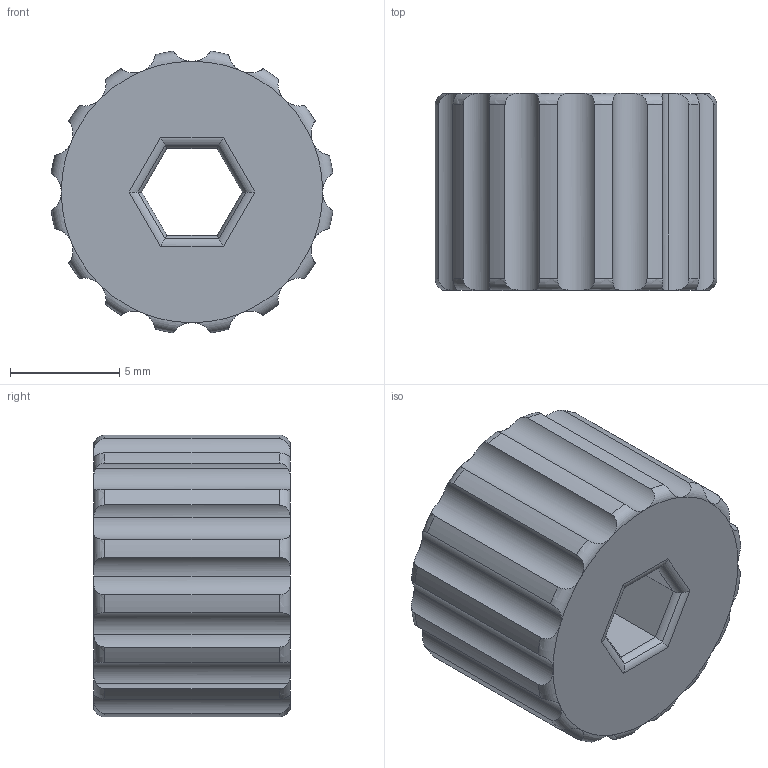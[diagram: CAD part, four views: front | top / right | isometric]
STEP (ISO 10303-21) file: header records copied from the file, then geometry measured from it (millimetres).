
FILE_DESCRIPTION(('HOOPS Exchange Step'),'2;1');
FILE_NAME('encoder_wheel.stp','2024-12-23T19:31:38+09:00',('masaki'),('Unknown organisation'),'HOOPS Exchange 2024.2','HOOPS Exchange','Unknown authorisation');
FILE_SCHEMA( ('AP203_CONFIGURATION_CONTROLLED_3D_DESIGN_OF_MECHANICAL_PARTS_AND_ASSEMBLIES_MIM_LF') );
Length unit declared in the file: millimetre
Products named in the file (1): 0
Bounding box: 12.89 x 9 x 12.89 mm (x, y, z)
Volume: 978.4 mm3; surface area: 740.3 mm2
Topology: 1 solids, 1 shells, 106 faces, 290 edges, 188 vertices
Faces by surface type: cylinder 66, torus 32, plane 8
Entity records: 4178 total; most frequent: CARTESIAN_POINT 1562, ORIENTED_EDGE 576, DIRECTION 516, EDGE_CURVE 288, AXIS2_PLACEMENT_3D 215, VERTEX_POINT 184, EDGE_LOOP 108, FACE_BOUND 108
